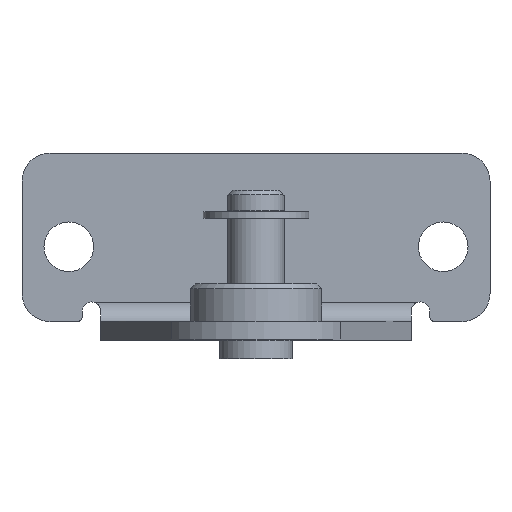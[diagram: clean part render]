
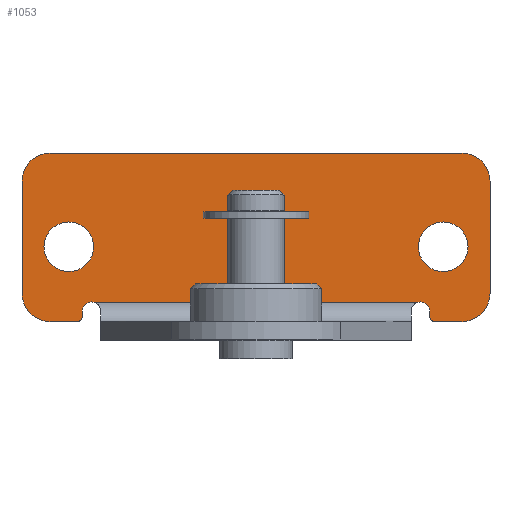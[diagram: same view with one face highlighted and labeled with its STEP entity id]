
A CAD part, top view. The second image highlights one B-rep face of the part: STEP entity #1053.
In plain terms, the highlighted planar face has unit normal (0, 0, 1).
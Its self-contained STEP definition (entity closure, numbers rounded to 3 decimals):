
#41=FACE_BOUND('',#157,.T.);
#42=FACE_BOUND('',#158,.T.);
#62=PLANE('',#1123);
#92=FACE_OUTER_BOUND('',#156,.T.);
#156=EDGE_LOOP('',(#726,#727,#728,#729,#730,#731,#732,#733,#734,#735,#736,
#737,#738,#739,#740,#741));
#157=EDGE_LOOP('',(#742));
#158=EDGE_LOOP('',(#743));
#240=LINE('',#1625,#318);
#243=LINE('',#1631,#321);
#244=LINE('',#1635,#322);
#245=LINE('',#1639,#323);
#246=LINE('',#1643,#324);
#247=LINE('',#1647,#325);
#248=LINE('',#1651,#326);
#249=LINE('',#1655,#327);
#318=VECTOR('',#1269,2.938);
#321=VECTOR('',#1274,0.6);
#322=VECTOR('',#1277,34.252);
#323=VECTOR('',#1280,0.6);
#324=VECTOR('',#1283,2.938);
#325=VECTOR('',#1286,12.);
#326=VECTOR('',#1289,44.);
#327=VECTOR('',#1292,12.);
#394=CIRCLE('',#1120,0.5);
#396=CIRCLE('',#1124,1.);
#397=CIRCLE('',#1125,1.);
#398=CIRCLE('',#1126,0.5);
#399=CIRCLE('',#1127,3.);
#400=CIRCLE('',#1128,3.);
#401=CIRCLE('',#1129,3.);
#402=CIRCLE('',#1130,3.);
#403=CIRCLE('',#1131,2.65);
#404=CIRCLE('',#1132,2.65);
#462=VERTEX_POINT('',#1615);
#463=VERTEX_POINT('',#1616);
#466=VERTEX_POINT('',#1624);
#468=VERTEX_POINT('',#1630);
#469=VERTEX_POINT('',#1632);
#470=VERTEX_POINT('',#1634);
#471=VERTEX_POINT('',#1636);
#472=VERTEX_POINT('',#1638);
#473=VERTEX_POINT('',#1640);
#474=VERTEX_POINT('',#1642);
#475=VERTEX_POINT('',#1644);
#476=VERTEX_POINT('',#1646);
#477=VERTEX_POINT('',#1648);
#478=VERTEX_POINT('',#1650);
#479=VERTEX_POINT('',#1652);
#480=VERTEX_POINT('',#1654);
#481=VERTEX_POINT('',#1657);
#482=VERTEX_POINT('',#1659);
#568=EDGE_CURVE('',#462,#463,#394,.T.);
#572=EDGE_CURVE('',#463,#466,#240,.T.);
#575=EDGE_CURVE('',#462,#468,#243,.T.);
#576=EDGE_CURVE('',#468,#469,#396,.T.);
#577=EDGE_CURVE('',#469,#470,#244,.T.);
#578=EDGE_CURVE('',#470,#471,#397,.T.);
#579=EDGE_CURVE('',#471,#472,#245,.T.);
#580=EDGE_CURVE('',#473,#472,#398,.T.);
#581=EDGE_CURVE('',#474,#473,#246,.T.);
#582=EDGE_CURVE('',#475,#474,#399,.T.);
#583=EDGE_CURVE('',#476,#475,#247,.T.);
#584=EDGE_CURVE('',#477,#476,#400,.T.);
#585=EDGE_CURVE('',#478,#477,#248,.T.);
#586=EDGE_CURVE('',#479,#478,#401,.T.);
#587=EDGE_CURVE('',#480,#479,#249,.T.);
#588=EDGE_CURVE('',#466,#480,#402,.T.);
#589=EDGE_CURVE('',#481,#481,#403,.T.);
#590=EDGE_CURVE('',#482,#482,#404,.T.);
#726=ORIENTED_EDGE('',*,*,#568,.F.);
#727=ORIENTED_EDGE('',*,*,#575,.T.);
#728=ORIENTED_EDGE('',*,*,#576,.T.);
#729=ORIENTED_EDGE('',*,*,#577,.T.);
#730=ORIENTED_EDGE('',*,*,#578,.T.);
#731=ORIENTED_EDGE('',*,*,#579,.T.);
#732=ORIENTED_EDGE('',*,*,#580,.F.);
#733=ORIENTED_EDGE('',*,*,#581,.F.);
#734=ORIENTED_EDGE('',*,*,#582,.F.);
#735=ORIENTED_EDGE('',*,*,#583,.F.);
#736=ORIENTED_EDGE('',*,*,#584,.F.);
#737=ORIENTED_EDGE('',*,*,#585,.F.);
#738=ORIENTED_EDGE('',*,*,#586,.F.);
#739=ORIENTED_EDGE('',*,*,#587,.F.);
#740=ORIENTED_EDGE('',*,*,#588,.F.);
#741=ORIENTED_EDGE('',*,*,#572,.F.);
#742=ORIENTED_EDGE('',*,*,#589,.T.);
#743=ORIENTED_EDGE('',*,*,#590,.T.);
#1053=ADVANCED_FACE('',(#92,#41,#42),#62,.T.);
#1120=AXIS2_PLACEMENT_3D('',#1617,#1261,#1262);
#1123=AXIS2_PLACEMENT_3D('',#1629,#1272,#1273);
#1124=AXIS2_PLACEMENT_3D('',#1633,#1275,#1276);
#1125=AXIS2_PLACEMENT_3D('',#1637,#1278,#1279);
#1126=AXIS2_PLACEMENT_3D('',#1641,#1281,#1282);
#1127=AXIS2_PLACEMENT_3D('',#1645,#1284,#1285);
#1128=AXIS2_PLACEMENT_3D('',#1649,#1287,#1288);
#1129=AXIS2_PLACEMENT_3D('',#1653,#1290,#1291);
#1130=AXIS2_PLACEMENT_3D('',#1656,#1293,#1294);
#1131=AXIS2_PLACEMENT_3D('',#1658,#1295,#1296);
#1132=AXIS2_PLACEMENT_3D('',#1660,#1297,#1298);
#1261=DIRECTION('center_axis',(0.,0.,-1.));
#1262=DIRECTION('ref_axis',(0.707,-0.707,0.));
#1269=DIRECTION('',(-1.,0.,0.));
#1272=DIRECTION('center_axis',(0.,0.,1.));
#1273=DIRECTION('ref_axis',(1.,0.,0.));
#1274=DIRECTION('',(0.,1.,0.));
#1275=DIRECTION('center_axis',(0.,0.,-1.));
#1276=DIRECTION('ref_axis',(1.,0.,0.));
#1277=DIRECTION('',(1.,0.,0.));
#1278=DIRECTION('center_axis',(0.,0.,-1.));
#1279=DIRECTION('ref_axis',(-1.,0.,0.));
#1280=DIRECTION('',(0.,-1.,0.));
#1281=DIRECTION('center_axis',(0.,0.,-1.));
#1282=DIRECTION('ref_axis',(-0.707,-0.707,0.));
#1283=DIRECTION('',(-1.,0.,0.));
#1284=DIRECTION('center_axis',(0.,0.,-1.));
#1285=DIRECTION('ref_axis',(0.707,-0.707,0.));
#1286=DIRECTION('',(0.,-1.,0.));
#1287=DIRECTION('center_axis',(0.,0.,-1.));
#1288=DIRECTION('ref_axis',(0.707,0.707,0.));
#1289=DIRECTION('',(1.,0.,0.));
#1290=DIRECTION('center_axis',(0.,0.,-1.));
#1291=DIRECTION('ref_axis',(-0.707,0.707,0.));
#1292=DIRECTION('',(0.,1.,0.));
#1293=DIRECTION('center_axis',(0.,0.,-1.));
#1294=DIRECTION('ref_axis',(-0.707,-0.707,0.));
#1295=DIRECTION('center_axis',(0.,0.,-1.));
#1296=DIRECTION('ref_axis',(-1.,0.,0.));
#1297=DIRECTION('center_axis',(0.,0.,-1.));
#1298=DIRECTION('ref_axis',(-1.,0.,0.));
#1615=CARTESIAN_POINT('',(-18.562,-8.5,2.));
#1616=CARTESIAN_POINT('',(-19.062,-9.,2.));
#1617=CARTESIAN_POINT('Origin',(-19.062,-8.5,2.));
#1624=CARTESIAN_POINT('',(-22.,-9.,2.));
#1625=CARTESIAN_POINT('',(-25.,-9.,2.));
#1629=CARTESIAN_POINT('Origin',(0.,0.,
2.));
#1630=CARTESIAN_POINT('',(-18.562,-7.9,2.));
#1631=CARTESIAN_POINT('',(-18.562,-5.703,2.));
#1632=CARTESIAN_POINT('',(-17.126,-7.,2.));
#1633=CARTESIAN_POINT('Origin',(-17.562,-7.9,2.));
#1634=CARTESIAN_POINT('',(17.126,-7.,2.));
#1635=CARTESIAN_POINT('',(8.781,-7.,2.));
#1636=CARTESIAN_POINT('',(18.562,-7.9,2.));
#1637=CARTESIAN_POINT('Origin',(17.562,-7.9,2.));
#1638=CARTESIAN_POINT('',(18.562,-8.5,2.));
#1639=CARTESIAN_POINT('',(18.562,-3.95,2.));
#1640=CARTESIAN_POINT('',(19.062,-9.,2.));
#1641=CARTESIAN_POINT('Origin',(19.062,-8.5,2.));
#1642=CARTESIAN_POINT('',(22.,-9.,2.));
#1643=CARTESIAN_POINT('',(-25.,-9.,2.));
#1644=CARTESIAN_POINT('',(25.,-6.,2.));
#1645=CARTESIAN_POINT('Origin',(22.,-6.,2.));
#1646=CARTESIAN_POINT('',(25.,6.,2.));
#1647=CARTESIAN_POINT('',(25.,-9.,2.));
#1648=CARTESIAN_POINT('',(22.,9.,2.));
#1649=CARTESIAN_POINT('Origin',(22.,6.,2.));
#1650=CARTESIAN_POINT('',(-22.,9.,2.));
#1651=CARTESIAN_POINT('',(25.,9.,2.));
#1652=CARTESIAN_POINT('',(-25.,6.,2.));
#1653=CARTESIAN_POINT('Origin',(-22.,6.,2.));
#1654=CARTESIAN_POINT('',(-25.,-6.,2.));
#1655=CARTESIAN_POINT('',(-25.,9.,2.));
#1656=CARTESIAN_POINT('Origin',(-22.,-6.,2.));
#1657=CARTESIAN_POINT('',(22.65,-1.,2.));
#1658=CARTESIAN_POINT('Origin',(20.,-1.,2.));
#1659=CARTESIAN_POINT('',(-17.35,-1.,2.));
#1660=CARTESIAN_POINT('Origin',(-20.,-1.,2.));
